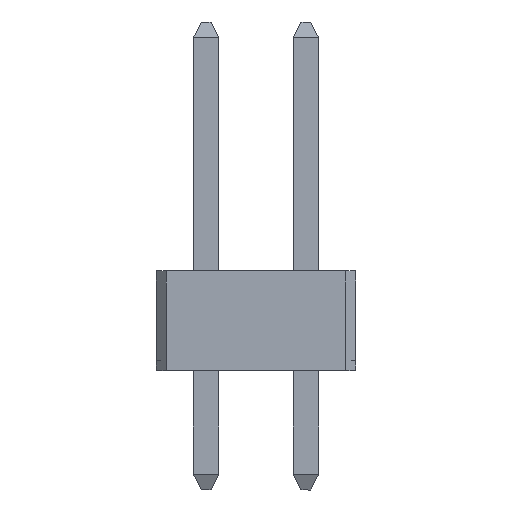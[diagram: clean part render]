
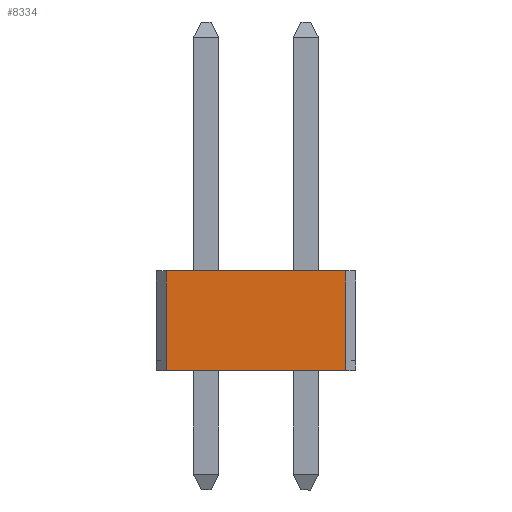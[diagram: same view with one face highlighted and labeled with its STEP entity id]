
A CAD part, left-side view. The second image highlights one B-rep face of the part: STEP entity #8334.
In plain terms, the highlighted planar face has unit normal (-1, 0, 0).
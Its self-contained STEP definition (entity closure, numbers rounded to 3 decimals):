
#77=FACE_OUTER_BOUND('',#587,.T.);
#587=EDGE_LOOP('',(#5431,#5432,#5433,#5434));
#1135=LINE('',#11577,#2307);
#1202=LINE('',#11720,#2374);
#1203=LINE('',#11723,#2375);
#1204=LINE('',#11724,#2376);
#2307=VECTOR('',#9374,4.572);
#2374=VECTOR('',#9465,2.54);
#2375=VECTOR('',#9468,4.572);
#2376=VECTOR('',#9469,2.54);
#3478=VERTEX_POINT('',#11574);
#3479=VERTEX_POINT('',#11576);
#3543=VERTEX_POINT('',#11718);
#3544=VERTEX_POINT('',#11722);
#4187=EDGE_CURVE('',#3479,#3478,#1135,.T.);
#4254=EDGE_CURVE('',#3478,#3543,#1202,.T.);
#4255=EDGE_CURVE('',#3544,#3543,#1203,.T.);
#4256=EDGE_CURVE('',#3479,#3544,#1204,.T.);
#5431=ORIENTED_EDGE('',*,*,#4187,.T.);
#5432=ORIENTED_EDGE('',*,*,#4254,.T.);
#5433=ORIENTED_EDGE('',*,*,#4255,.F.);
#5434=ORIENTED_EDGE('',*,*,#4256,.F.);
#7709=PLANE('',#8859);
#8334=ADVANCED_FACE('',(#77),#7709,.T.);
#8859=AXIS2_PLACEMENT_3D('',#11721,#9466,#9467);
#9374=DIRECTION('',(0.,0.,1.));
#9465=DIRECTION('',(0.,1.,0.));
#9466=DIRECTION('center_axis',(-1.,0.,0.));
#9467=DIRECTION('ref_axis',(0.,0.,1.));
#9468=DIRECTION('',(0.,0.,1.));
#9469=DIRECTION('',(0.,1.,0.));
#11574=CARTESIAN_POINT('',(-1.27,0.,2.286));
#11576=CARTESIAN_POINT('',(-1.27,0.,-2.286));
#11577=CARTESIAN_POINT('',(-1.27,0.,-2.286));
#11718=CARTESIAN_POINT('',(-1.27,2.54,2.286));
#11720=CARTESIAN_POINT('',(-1.27,0.,2.286));
#11721=CARTESIAN_POINT('Origin',(-1.27,0.,-2.286));
#11722=CARTESIAN_POINT('',(-1.27,2.54,-2.286));
#11723=CARTESIAN_POINT('',(-1.27,2.54,-2.286));
#11724=CARTESIAN_POINT('',(-1.27,0.,-2.286));
